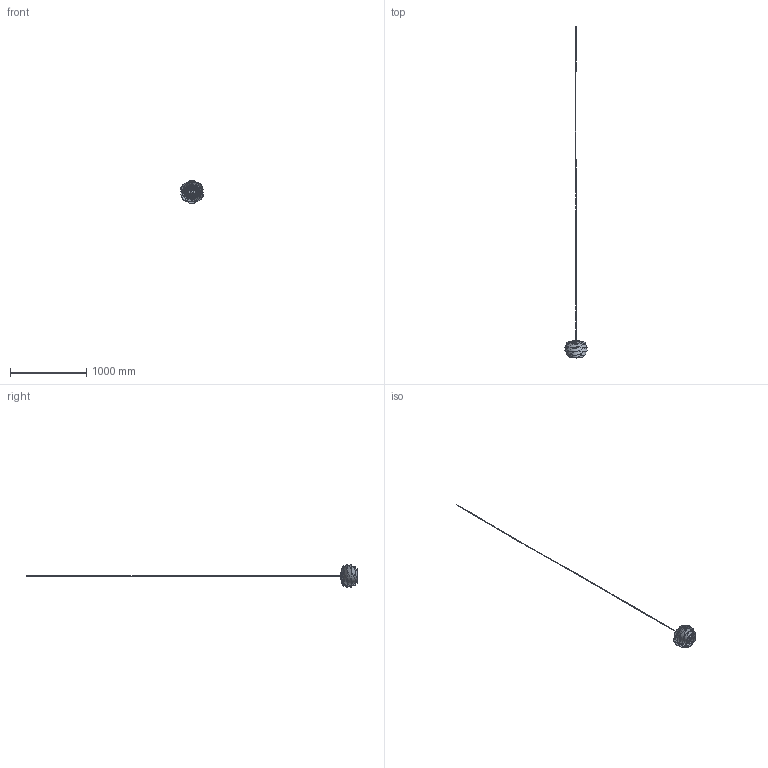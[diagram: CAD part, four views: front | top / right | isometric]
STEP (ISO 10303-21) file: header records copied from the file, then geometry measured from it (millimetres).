
FILE_DESCRIPTION (( 'STEP AP203' ), '1' );
FILE_NAME ('VITA_Carmina mini.STEP', '2015-10-13T09:43:32', ( '' ), ( '' ), 'SwSTEP 2.0', 'SolidWorks 2015', '' );
FILE_SCHEMA (( 'CONFIG_CONTROL_DESIGN' ));
Length unit declared in the file: millimetre
Products named in the file (1): VITA_Carmina mini
Bounding box: 292.65 x 4349.14 x 312.92 mm (x, y, z)
Surface area: 699510.4 mm2 (no closed solid volume)
Topology: 0 solids, 17 shells, 184 faces, 415 edges, 264 vertices
Faces by surface type: cylinder 70, plane 52, torus 30, bspline 26, cone 4, sphere 2
Entity records: 15697 total; most frequent: CARTESIAN_POINT 11544, DIRECTION 904, ORIENTED_EDGE 796, EDGE_CURVE 410, AXIS2_PLACEMENT_3D 379, VERTEX_POINT 261, CIRCLE 220, EDGE_LOOP 195
